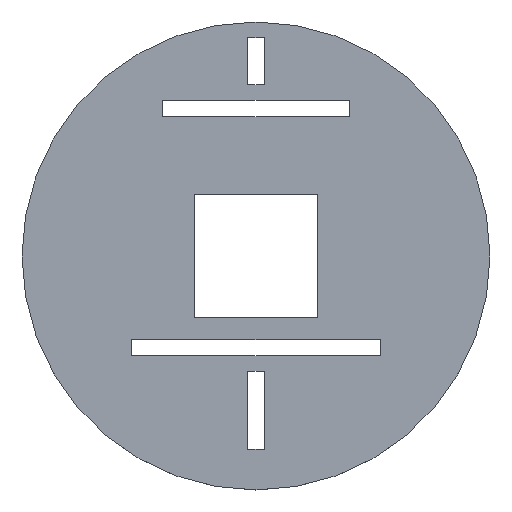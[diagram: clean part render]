
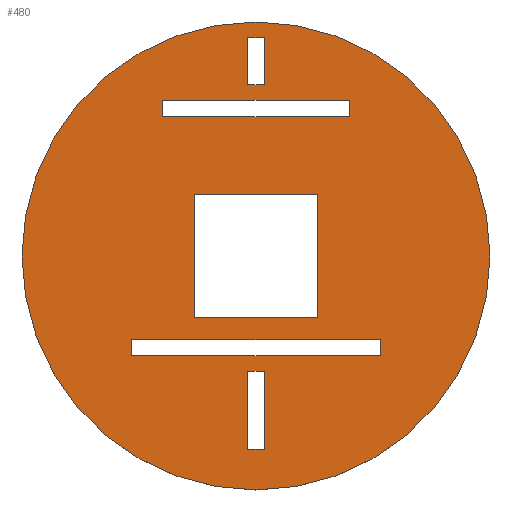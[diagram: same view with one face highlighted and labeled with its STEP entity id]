
A CAD part, top view. The second image highlights one B-rep face of the part: STEP entity #480.
In plain terms, the highlighted planar face has unit normal (0, 0, 1).
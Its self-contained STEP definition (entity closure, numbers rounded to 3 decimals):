
#15=FACE_BOUND('',#73,.T.);
#16=FACE_BOUND('',#74,.T.);
#17=FACE_BOUND('',#75,.T.);
#18=FACE_BOUND('',#76,.T.);
#19=FACE_BOUND('',#77,.T.);
#25=CIRCLE('',#526,75.5);
#49=FACE_OUTER_BOUND('',#72,.T.);
#72=EDGE_LOOP('',(#395));
#73=EDGE_LOOP('',(#396,#397,#398,#399));
#74=EDGE_LOOP('',(#400,#401,#402,#403));
#75=EDGE_LOOP('',(#404,#405,#406,#407));
#76=EDGE_LOOP('',(#408,#409,#410,#411));
#77=EDGE_LOOP('',(#412,#413,#414,#415));
#86=LINE('',#651,#147);
#89=LINE('',#657,#150);
#92=LINE('',#663,#153);
#95=LINE('',#667,#156);
#98=LINE('',#675,#159);
#101=LINE('',#681,#162);
#104=LINE('',#687,#165);
#107=LINE('',#691,#168);
#110=LINE('',#699,#171);
#113=LINE('',#705,#174);
#116=LINE('',#711,#177);
#119=LINE('',#715,#180);
#122=LINE('',#723,#183);
#125=LINE('',#729,#186);
#128=LINE('',#735,#189);
#131=LINE('',#739,#192);
#134=LINE('',#747,#195);
#137=LINE('',#753,#198);
#140=LINE('',#759,#201);
#143=LINE('',#763,#204);
#147=VECTOR('',#536,10.);
#150=VECTOR('',#541,10.);
#153=VECTOR('',#546,10.);
#156=VECTOR('',#551,10.);
#159=VECTOR('',#556,10.);
#162=VECTOR('',#561,10.);
#165=VECTOR('',#566,10.);
#168=VECTOR('',#571,10.);
#171=VECTOR('',#576,10.);
#174=VECTOR('',#581,10.);
#177=VECTOR('',#586,10.);
#180=VECTOR('',#591,10.);
#183=VECTOR('',#596,10.);
#186=VECTOR('',#601,10.);
#189=VECTOR('',#606,10.);
#192=VECTOR('',#611,10.);
#195=VECTOR('',#616,10.);
#198=VECTOR('',#621,10.);
#201=VECTOR('',#626,10.);
#204=VECTOR('',#631,10.);
#208=VERTEX_POINT('',#648);
#209=VERTEX_POINT('',#650);
#211=VERTEX_POINT('',#656);
#213=VERTEX_POINT('',#662);
#216=VERTEX_POINT('',#672);
#217=VERTEX_POINT('',#674);
#219=VERTEX_POINT('',#680);
#221=VERTEX_POINT('',#686);
#224=VERTEX_POINT('',#696);
#225=VERTEX_POINT('',#698);
#227=VERTEX_POINT('',#704);
#229=VERTEX_POINT('',#710);
#232=VERTEX_POINT('',#720);
#233=VERTEX_POINT('',#722);
#235=VERTEX_POINT('',#728);
#237=VERTEX_POINT('',#734);
#240=VERTEX_POINT('',#744);
#241=VERTEX_POINT('',#746);
#243=VERTEX_POINT('',#752);
#245=VERTEX_POINT('',#758);
#246=VERTEX_POINT('',#765);
#250=EDGE_CURVE('',#209,#208,#86,.T.);
#253=EDGE_CURVE('',#211,#209,#89,.T.);
#256=EDGE_CURVE('',#213,#211,#92,.T.);
#259=EDGE_CURVE('',#208,#213,#95,.T.);
#262=EDGE_CURVE('',#217,#216,#98,.T.);
#265=EDGE_CURVE('',#219,#217,#101,.T.);
#268=EDGE_CURVE('',#221,#219,#104,.T.);
#271=EDGE_CURVE('',#216,#221,#107,.T.);
#274=EDGE_CURVE('',#225,#224,#110,.T.);
#277=EDGE_CURVE('',#227,#225,#113,.T.);
#280=EDGE_CURVE('',#229,#227,#116,.T.);
#283=EDGE_CURVE('',#224,#229,#119,.T.);
#286=EDGE_CURVE('',#233,#232,#122,.T.);
#289=EDGE_CURVE('',#235,#233,#125,.T.);
#292=EDGE_CURVE('',#237,#235,#128,.T.);
#295=EDGE_CURVE('',#232,#237,#131,.T.);
#298=EDGE_CURVE('',#241,#240,#134,.T.);
#301=EDGE_CURVE('',#243,#241,#137,.T.);
#304=EDGE_CURVE('',#245,#243,#140,.T.);
#307=EDGE_CURVE('',#240,#245,#143,.T.);
#308=EDGE_CURVE('',#246,#246,#25,.T.);
#395=ORIENTED_EDGE('',*,*,#308,.T.);
#396=ORIENTED_EDGE('',*,*,#307,.T.);
#397=ORIENTED_EDGE('',*,*,#304,.T.);
#398=ORIENTED_EDGE('',*,*,#301,.T.);
#399=ORIENTED_EDGE('',*,*,#298,.T.);
#400=ORIENTED_EDGE('',*,*,#295,.T.);
#401=ORIENTED_EDGE('',*,*,#292,.T.);
#402=ORIENTED_EDGE('',*,*,#289,.T.);
#403=ORIENTED_EDGE('',*,*,#286,.T.);
#404=ORIENTED_EDGE('',*,*,#283,.T.);
#405=ORIENTED_EDGE('',*,*,#280,.T.);
#406=ORIENTED_EDGE('',*,*,#277,.T.);
#407=ORIENTED_EDGE('',*,*,#274,.T.);
#408=ORIENTED_EDGE('',*,*,#271,.T.);
#409=ORIENTED_EDGE('',*,*,#268,.T.);
#410=ORIENTED_EDGE('',*,*,#265,.T.);
#411=ORIENTED_EDGE('',*,*,#262,.T.);
#412=ORIENTED_EDGE('',*,*,#259,.T.);
#413=ORIENTED_EDGE('',*,*,#256,.T.);
#414=ORIENTED_EDGE('',*,*,#253,.T.);
#415=ORIENTED_EDGE('',*,*,#250,.T.);
#457=PLANE('',#528);
#480=ADVANCED_FACE('',(#49,#15,#16,#17,#18,#19),#457,.T.);
#526=AXIS2_PLACEMENT_3D('',#766,#634,#635);
#528=AXIS2_PLACEMENT_3D('',#770,#639,#640);
#536=DIRECTION('',(1.,0.,0.));
#541=DIRECTION('',(0.,1.,0.));
#546=DIRECTION('',(-1.,0.,0.));
#551=DIRECTION('',(0.,-1.,0.));
#556=DIRECTION('',(-1.,0.,0.));
#561=DIRECTION('',(0.,-1.,0.));
#566=DIRECTION('',(1.,0.,0.));
#571=DIRECTION('',(0.,1.,0.));
#576=DIRECTION('',(0.,1.,0.));
#581=DIRECTION('',(-1.,0.,0.));
#586=DIRECTION('',(0.,-1.,0.));
#591=DIRECTION('',(1.,0.,0.));
#596=DIRECTION('',(0.,1.,0.));
#601=DIRECTION('',(-1.,0.,0.));
#606=DIRECTION('',(0.,-1.,0.));
#611=DIRECTION('',(1.,0.,0.));
#616=DIRECTION('',(0.,1.,0.));
#621=DIRECTION('',(-1.,0.,0.));
#626=DIRECTION('',(0.,-1.,0.));
#631=DIRECTION('',(1.,0.,0.));
#634=DIRECTION('center_axis',(0.,0.,1.));
#635=DIRECTION('ref_axis',(1.,0.,0.));
#639=DIRECTION('center_axis',(0.,0.,1.));
#640=DIRECTION('ref_axis',(1.,0.,0.));
#648=CARTESIAN_POINT('',(40.1,-27.,5.));
#650=CARTESIAN_POINT('',(-40.1,-27.,5.));
#651=CARTESIAN_POINT('',(-40.1,-27.,5.));
#656=CARTESIAN_POINT('',(-40.1,-32.2,5.));
#657=CARTESIAN_POINT('',(-40.1,-32.2,5.));
#662=CARTESIAN_POINT('',(40.1,-32.2,5.));
#663=CARTESIAN_POINT('',(40.1,-32.2,5.));
#667=CARTESIAN_POINT('',(40.1,-27.,5.));
#672=CARTESIAN_POINT('',(-30.1,45.,5.));
#674=CARTESIAN_POINT('',(30.1,45.,5.));
#675=CARTESIAN_POINT('',(30.1,45.,5.));
#680=CARTESIAN_POINT('',(30.1,50.2,5.));
#681=CARTESIAN_POINT('',(30.1,50.2,5.));
#686=CARTESIAN_POINT('',(-30.1,50.2,5.));
#687=CARTESIAN_POINT('',(-30.1,50.2,5.));
#691=CARTESIAN_POINT('',(-30.1,45.,5.));
#696=CARTESIAN_POINT('',(-2.6,-37.2,5.));
#698=CARTESIAN_POINT('',(-2.6,-62.4,5.));
#699=CARTESIAN_POINT('',(-2.6,-62.4,5.));
#704=CARTESIAN_POINT('',(2.6,-62.4,5.));
#705=CARTESIAN_POINT('',(2.6,-62.4,5.));
#710=CARTESIAN_POINT('',(2.6,-37.2,5.));
#711=CARTESIAN_POINT('',(2.6,-37.2,5.));
#715=CARTESIAN_POINT('',(-2.6,-37.2,5.));
#720=CARTESIAN_POINT('',(-20.,20.,5.));
#722=CARTESIAN_POINT('',(-20.,-20.,5.));
#723=CARTESIAN_POINT('',(-20.,-20.,5.));
#728=CARTESIAN_POINT('',(20.,-20.,5.));
#729=CARTESIAN_POINT('',(20.,-20.,5.));
#734=CARTESIAN_POINT('',(20.,20.,5.));
#735=CARTESIAN_POINT('',(20.,20.,5.));
#739=CARTESIAN_POINT('',(-20.,20.,5.));
#744=CARTESIAN_POINT('',(-2.6,70.4,5.));
#746=CARTESIAN_POINT('',(-2.6,55.2,5.));
#747=CARTESIAN_POINT('',(-2.6,55.2,5.));
#752=CARTESIAN_POINT('',(2.6,55.2,5.));
#753=CARTESIAN_POINT('',(2.6,55.2,5.));
#758=CARTESIAN_POINT('',(2.6,70.4,5.));
#759=CARTESIAN_POINT('',(2.6,70.4,5.));
#763=CARTESIAN_POINT('',(-2.6,70.4,5.));
#765=CARTESIAN_POINT('',(-75.5,0.,5.));
#766=CARTESIAN_POINT('Origin',(0.,0.,5.));
#770=CARTESIAN_POINT('Origin',(0.,0.,5.));
